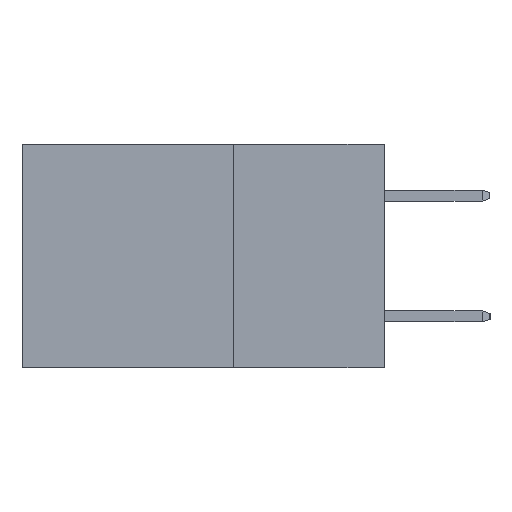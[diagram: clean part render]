
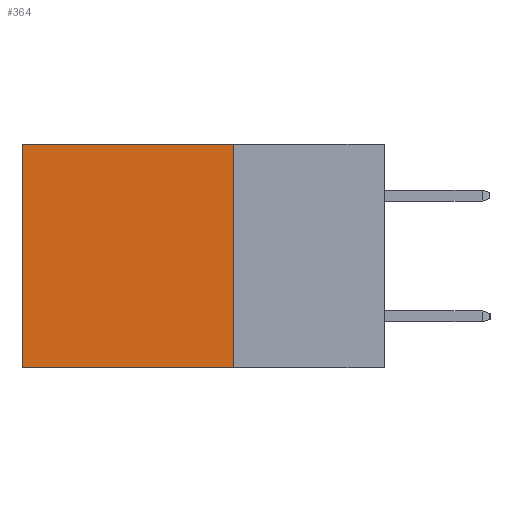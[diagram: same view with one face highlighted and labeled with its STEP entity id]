
A CAD part, left-side view. The second image highlights one B-rep face of the part: STEP entity #364.
In plain terms, the highlighted planar face has unit normal (-1, 0, 0).
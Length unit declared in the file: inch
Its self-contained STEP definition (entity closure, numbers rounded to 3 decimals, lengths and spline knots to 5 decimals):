
#111 = ORIENTED_EDGE ( 'NONE', *, *, #1733, .F. ) ;
#247 = DIRECTION ( 'NONE',  ( 0., 0., -1. ) ) ;
#322 = ORIENTED_EDGE ( 'NONE', *, *, #3779, .F. ) ;
#327 = LINE ( 'NONE', #2985, #7009 ) ;
#364 = ADVANCED_FACE ( 'NONE', ( #10184 ), #8659, .F. ) ;
#407 = CARTESIAN_POINT ( 'NONE',  ( 0.2615, 0.25, -0.37 ) ) ;
#590 = ORIENTED_EDGE ( 'NONE', *, *, #5648, .T. ) ;
#991 = LINE ( 'NONE', #407, #9798 ) ;
#1451 = CARTESIAN_POINT ( 'NONE',  ( 0.2615, 0.25, -0.37 ) ) ;
#1475 = LINE ( 'NONE', #4037, #5794 ) ;
#1733 = EDGE_CURVE ( 'NONE', #3811, #7626, #1475, .T. ) ;
#2608 = VECTOR ( 'NONE', #6352, 39.37008 ) ;
#2985 = CARTESIAN_POINT ( 'NONE',  ( 0.2615, 0.25, 0. ) ) ;
#3624 = DIRECTION ( 'NONE',  ( 1., 0., 0. ) ) ;
#3779 = EDGE_CURVE ( 'NONE', #4645, #3811, #991, .T. ) ;
#3811 = VERTEX_POINT ( 'NONE', #10472 ) ;
#4037 = CARTESIAN_POINT ( 'NONE',  ( 0.2615, 0.25, -0.37 ) ) ;
#4151 = CARTESIAN_POINT ( 'NONE',  ( 0.2615, 0.25, 0. ) ) ;
#4645 = VERTEX_POINT ( 'NONE', #4151 ) ;
#4693 = AXIS2_PLACEMENT_3D ( 'NONE', #1451, #3624, #8572 ) ;
#4894 = LINE ( 'NONE', #8669, #2608 ) ;
#4975 = EDGE_CURVE ( 'NONE', #5434, #7626, #4894, .T. ) ;
#5418 = DIRECTION ( 'NONE',  ( 0., 1., 0. ) ) ;
#5434 = VERTEX_POINT ( 'NONE', #8537 ) ;
#5648 = EDGE_CURVE ( 'NONE', #4645, #5434, #327, .T. ) ;
#5794 = VECTOR ( 'NONE', #5418, 39.37008 ) ;
#6352 = DIRECTION ( 'NONE',  ( 0., 0., -1. ) ) ;
#7009 = VECTOR ( 'NONE', #8728, 39.37008 ) ;
#7557 = EDGE_LOOP ( 'NONE', ( #9248, #111, #322, #590 ) ) ;
#7626 = VERTEX_POINT ( 'NONE', #7830 ) ;
#7830 = CARTESIAN_POINT ( 'NONE',  ( 0.2615, 0.6, -0.37 ) ) ;
#8537 = CARTESIAN_POINT ( 'NONE',  ( 0.2615, 0.6, 0. ) ) ;
#8572 = DIRECTION ( 'NONE',  ( 0., 0., -1. ) ) ;
#8659 = PLANE ( 'NONE',  #4693 ) ;
#8669 = CARTESIAN_POINT ( 'NONE',  ( 0.2615, 0.6, -0.37 ) ) ;
#8728 = DIRECTION ( 'NONE',  ( 0., 1., 0. ) ) ;
#9248 = ORIENTED_EDGE ( 'NONE', *, *, #4975, .T. ) ;
#9798 = VECTOR ( 'NONE', #247, 39.37008 ) ;
#10184 = FACE_OUTER_BOUND ( 'NONE', #7557, .T. ) ;
#10472 = CARTESIAN_POINT ( 'NONE',  ( 0.2615, 0.25, -0.37 ) ) ;
